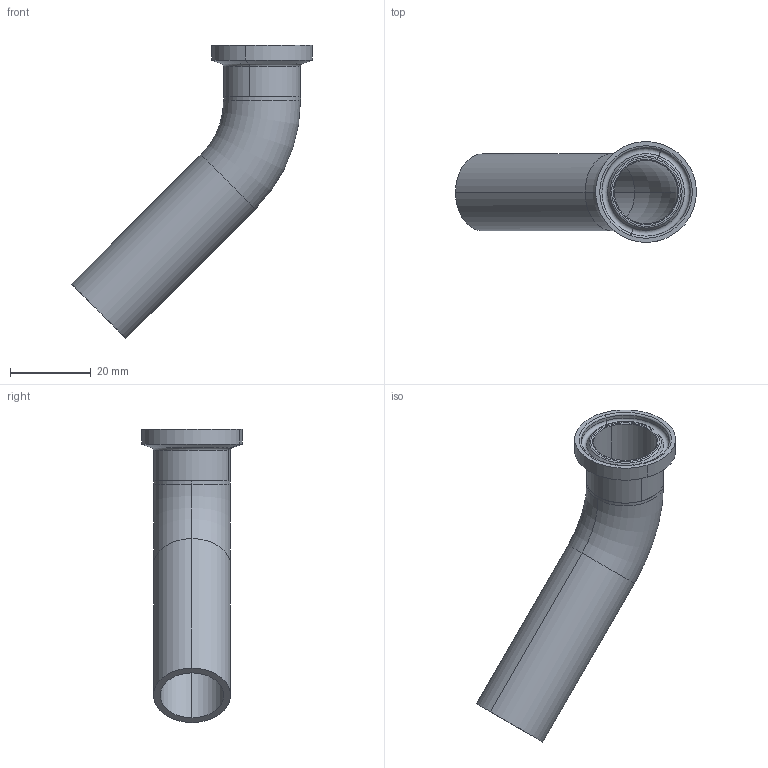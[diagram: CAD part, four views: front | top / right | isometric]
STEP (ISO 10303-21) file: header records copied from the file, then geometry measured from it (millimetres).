
FILE_DESCRIPTION (( 'STEP AP214' ), '1' );
FILE_NAME ('DT13 19.05 B.STEP', '2014-03-15T06:19:00', ( '' ), ( '' ), 'SwSTEP 2.0', 'SolidWorks 2013', '' );
FILE_SCHEMA (( 'AUTOMOTIVE_DESIGN' ));
Length unit declared in the file: inch
Products named in the file (3): DT13 19.05 B; 13 19.05; DT13 19.05
Assembly tree (2 placements, depth 2):
  DT13 19.05 B
    DT13 19.05
    13 19.05
Bounding box: 59.67 x 24.99 x 72.58 mm (x, y, z)
Volume: 7910.2 mm3; surface area: 9777.3 mm2
Topology: 2 solids, 2 shells, 39 faces, 78 edges, 44 vertices
Faces by surface type: cylinder 16, torus 14, plane 5, cone 4
Entity records: 1150 total; most frequent: DIRECTION 224, CARTESIAN_POINT 166, ORIENTED_EDGE 156, AXIS2_PLACEMENT_3D 102, EDGE_CURVE 78, CIRCLE 58, VERTEX_POINT 44, EDGE_LOOP 44
